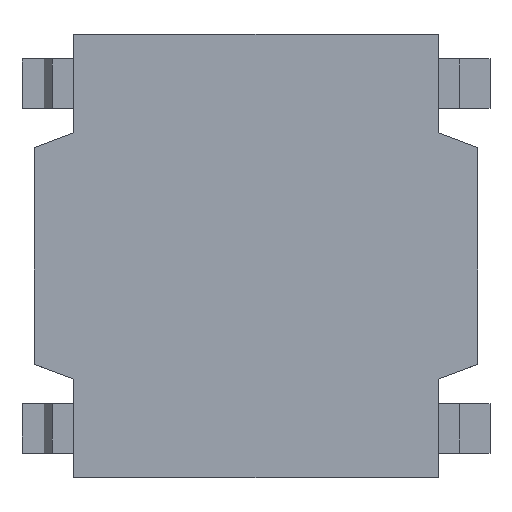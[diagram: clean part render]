
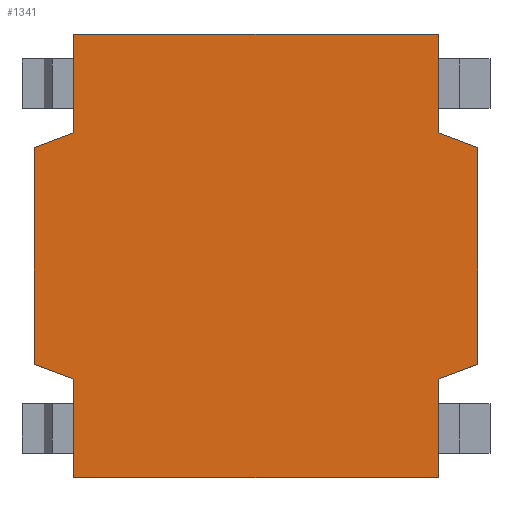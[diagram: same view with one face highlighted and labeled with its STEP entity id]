
A CAD part, top view. The second image highlights one B-rep face of the part: STEP entity #1341.
In plain terms, the highlighted planar face has unit normal (0, 0, 1).
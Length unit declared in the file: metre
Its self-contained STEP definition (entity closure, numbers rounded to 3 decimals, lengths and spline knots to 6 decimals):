
#701 = EDGE_CURVE( '', #1903, #1904, #1905, .T. );
#723 = EDGE_CURVE( '', #1703, #1940, #1941, .T. );
#1037 = EDGE_CURVE( '', #2416, #2417, #2418, .T. );
#1053 = EDGE_CURVE( '', #1977, #1703, #2439, .T. );
#1117 = EDGE_CURVE( '', #2531, #1903, #2532, .T. );
#1179 = EDGE_CURVE( '', #2393, #2416, #2611, .T. );
#1195 = EDGE_CURVE( '', #2417, #2632, #2633, .T. );
#1223 = EDGE_CURVE( '', #1940, #2519, #2670, .T. );
#1267 = EDGE_CURVE( '', #2519, #2531, #2721, .T. );
#1311 = EDGE_CURVE( '', #1732, #2393, #2773, .T. );
#1341 = ADVANCED_FACE( '', ( #2808 ), #2809, .T. );
#1405 = EDGE_CURVE( '', #2632, #1977, #2883, .T. );
#1545 = EDGE_CURVE( '', #1904, #1732, #3044, .T. );
#1703 = VERTEX_POINT( '', #3228 );
#1732 = VERTEX_POINT( '', #3266 );
#1903 = VERTEX_POINT( '', #3502 );
#1904 = VERTEX_POINT( '', #3503 );
#1905 = LINE( '', #3504, #3505 );
#1940 = VERTEX_POINT( '', #3551 );
#1941 = LINE( '', #3552, #3553 );
#1977 = VERTEX_POINT( '', #3606 );
#2393 = VERTEX_POINT( '', #4205 );
#2416 = VERTEX_POINT( '', #4242 );
#2417 = VERTEX_POINT( '', #4243 );
#2418 = LINE( '', #4244, #4245 );
#2439 = LINE( '', #4277, #4278 );
#2519 = VERTEX_POINT( '', #4394 );
#2531 = VERTEX_POINT( '', #4414 );
#2532 = LINE( '', #4415, #4416 );
#2611 = LINE( '', #4540, #4541 );
#2632 = VERTEX_POINT( '', #4569 );
#2633 = LINE( '', #4570, #4571 );
#2670 = LINE( '', #4621, #4622 );
#2721 = LINE( '', #4707, #4708 );
#2773 = LINE( '', #4788, #4789 );
#2808 = FACE_OUTER_BOUND( '', #4846, .T. );
#2809 = PLANE( '', #4847 );
#2883 = LINE( '', #4967, #4968 );
#3044 = LINE( '', #5231, #5232 );
#3228 = CARTESIAN_POINT( '', ( -0.00185, 0.00225, 0.000572 ) );
#3266 = CARTESIAN_POINT( '', ( 0.00185, -0.00225, 0.000572 ) );
#3502 = CARTESIAN_POINT( '', ( 0.00225, -0.0011, 0.000572 ) );
#3503 = CARTESIAN_POINT( '', ( 0.00185, -0.00125, 0.000572 ) );
#3504 = CARTESIAN_POINT( '', ( 0.00225, -0.0011, 0.000572 ) );
#3505 = VECTOR( '', #5648, 1. );
#3551 = CARTESIAN_POINT( '', ( 0.00185, 0.00225, 0.000572 ) );
#3552 = CARTESIAN_POINT( '', ( -0.00185, 0.00225, 0.000572 ) );
#3553 = VECTOR( '', #5691, 1. );
#3606 = CARTESIAN_POINT( '', ( -0.00185, 0.00125, 0.000572 ) );
#4205 = CARTESIAN_POINT( '', ( -0.00185, -0.00225, 0.000572 ) );
#4242 = CARTESIAN_POINT( '', ( -0.00185, -0.00125, 0.000572 ) );
#4243 = CARTESIAN_POINT( '', ( -0.00225, -0.0011, 0.000572 ) );
#4244 = CARTESIAN_POINT( '', ( -0.00185, -0.00125, 0.000572 ) );
#4245 = VECTOR( '', #6242, 1. );
#4277 = CARTESIAN_POINT( '', ( -0.00185, 0.00125, 0.000572 ) );
#4278 = VECTOR( '', #6264, 1. );
#4394 = CARTESIAN_POINT( '', ( 0.00185, 0.00125, 0.000572 ) );
#4414 = CARTESIAN_POINT( '', ( 0.00225, 0.0011, 0.000572 ) );
#4415 = CARTESIAN_POINT( '', ( 0.00225, 0.0011, 0.000572 ) );
#4416 = VECTOR( '', #6360, 1. );
#4540 = CARTESIAN_POINT( '', ( -0.00185, -0.00225, 0.000572 ) );
#4541 = VECTOR( '', #6444, 1. );
#4569 = CARTESIAN_POINT( '', ( -0.00225, 0.0011, 0.000572 ) );
#4570 = CARTESIAN_POINT( '', ( -0.00225, -0.0011, 0.000572 ) );
#4571 = VECTOR( '', #6482, 1. );
#4621 = CARTESIAN_POINT( '', ( 0.00185, 0.00225, 0.000572 ) );
#4622 = VECTOR( '', #6565, 1. );
#4707 = CARTESIAN_POINT( '', ( 0.00185, 0.00125, 0.000572 ) );
#4708 = VECTOR( '', #6613, 1. );
#4788 = CARTESIAN_POINT( '', ( 0.00185, -0.00225, 0.000572 ) );
#4789 = VECTOR( '', #6688, 1. );
#4846 = EDGE_LOOP( '', ( #6722, #6723, #6724, #6725, #6726, #6727, #6728, #6729, #6730, #6731, #6732, #6733 ) );
#4847 = AXIS2_PLACEMENT_3D( '', #6734, #6735, #6736 );
#4967 = CARTESIAN_POINT( '', ( -0.00225, 0.0011, 0.000572 ) );
#4968 = VECTOR( '', #6827, 1. );
#5231 = CARTESIAN_POINT( '', ( 0.00185, -0.00125, 0.000572 ) );
#5232 = VECTOR( '', #7048, 1. );
#5648 = DIRECTION( '', ( -0.936, -0.351, 0. ) );
#5691 = DIRECTION( '', ( 1., 0., 0. ) );
#6242 = DIRECTION( '', ( -0.936, 0.351, 0. ) );
#6264 = DIRECTION( '', ( 0., 1., 0. ) );
#6360 = DIRECTION( '', ( 0., -1., 0. ) );
#6444 = DIRECTION( '', ( 0., 1., 0. ) );
#6482 = DIRECTION( '', ( 0., 1., 0. ) );
#6565 = DIRECTION( '', ( 0., -1., 0. ) );
#6613 = DIRECTION( '', ( 0.936, -0.351, 0. ) );
#6688 = DIRECTION( '', ( -1., 0., 0. ) );
#6722 = ORIENTED_EDGE( '', *, *, #1311, .F. );
#6723 = ORIENTED_EDGE( '', *, *, #1545, .F. );
#6724 = ORIENTED_EDGE( '', *, *, #701, .F. );
#6725 = ORIENTED_EDGE( '', *, *, #1117, .F. );
#6726 = ORIENTED_EDGE( '', *, *, #1267, .F. );
#6727 = ORIENTED_EDGE( '', *, *, #1223, .F. );
#6728 = ORIENTED_EDGE( '', *, *, #723, .F. );
#6729 = ORIENTED_EDGE( '', *, *, #1053, .F. );
#6730 = ORIENTED_EDGE( '', *, *, #1405, .F. );
#6731 = ORIENTED_EDGE( '', *, *, #1195, .F. );
#6732 = ORIENTED_EDGE( '', *, *, #1037, .F. );
#6733 = ORIENTED_EDGE( '', *, *, #1179, .F. );
#6734 = CARTESIAN_POINT( '', ( 0., 0., 0.000572 ) );
#6735 = DIRECTION( '', ( 0., 0., 1. ) );
#6736 = DIRECTION( '', ( 1., 0., 0. ) );
#6827 = DIRECTION( '', ( 0.936, 0.351, 0. ) );
#7048 = DIRECTION( '', ( 0., -1., 0. ) );
